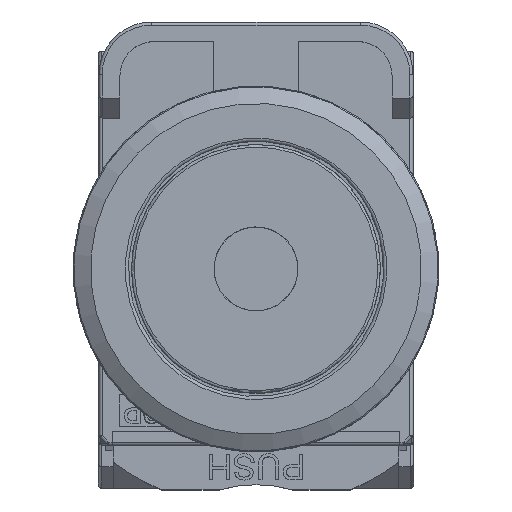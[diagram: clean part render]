
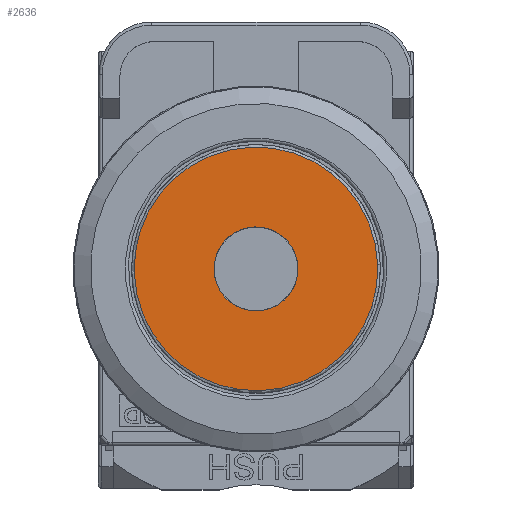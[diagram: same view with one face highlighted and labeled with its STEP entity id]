
A CAD part, top view. The second image highlights one B-rep face of the part: STEP entity #2636.
In plain terms, the highlighted planar face has unit normal (0, 0, 1).
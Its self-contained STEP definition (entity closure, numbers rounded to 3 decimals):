
#2636 = ADVANCED_FACE( '', ( #6380, #6381 ), #6382, .F. );
#6380 = FACE_OUTER_BOUND( '', #11662, .T. );
#6381 = FACE_BOUND( '', #11663, .T. );
#6382 = PLANE( '', #11664 );
#11662 = EDGE_LOOP( '', ( #20567 ) );
#11663 = EDGE_LOOP( '', ( #20568 ) );
#11664 = AXIS2_PLACEMENT_3D( '', #20569, #20570, #20571 );
#20567 = ORIENTED_EDGE( '', *, *, #34033, .T. );
#20568 = ORIENTED_EDGE( '', *, *, #31710, .F. );
#20569 = CARTESIAN_POINT( '', ( -4.466, 1.226, 13.101 ) );
#20570 = DIRECTION( '', ( 0., 0., -1. ) );
#20571 = DIRECTION( '', ( 0.926, 0.377, 0. ) );
#31710 = EDGE_CURVE( '', #37617, #37617, #37618, .T. );
#34033 = EDGE_CURVE( '', #41472, #41472, #41473, .T. );
#37617 = VERTEX_POINT( '', #46547 );
#37618 = CIRCLE( '', #46548, 4. );
#41472 = VERTEX_POINT( '', #53702 );
#41473 = CIRCLE( '', #53703, 11.6 );
#46547 = CARTESIAN_POINT( '', ( -1.508, -6.045, 13.101 ) );
#46548 = AXIS2_PLACEMENT_3D( '', #61340, #61341, #61342 );
#53702 = CARTESIAN_POINT( '', ( 4.372, -20.495, 13.101 ) );
#53703 = AXIS2_PLACEMENT_3D( '', #63539, #63540, #63541 );
#61340 = CARTESIAN_POINT( '', ( 0., -9.75, 13.101 ) );
#61341 = DIRECTION( '', ( 0., 0., 1. ) );
#61342 = DIRECTION( '', ( -0.377, 0.926, 0. ) );
#63539 = CARTESIAN_POINT( '', ( 0., -9.75, 13.101 ) );
#63540 = DIRECTION( '', ( 0., 0., 1. ) );
#63541 = DIRECTION( '', ( 0.377, -0.926, 0. ) );
